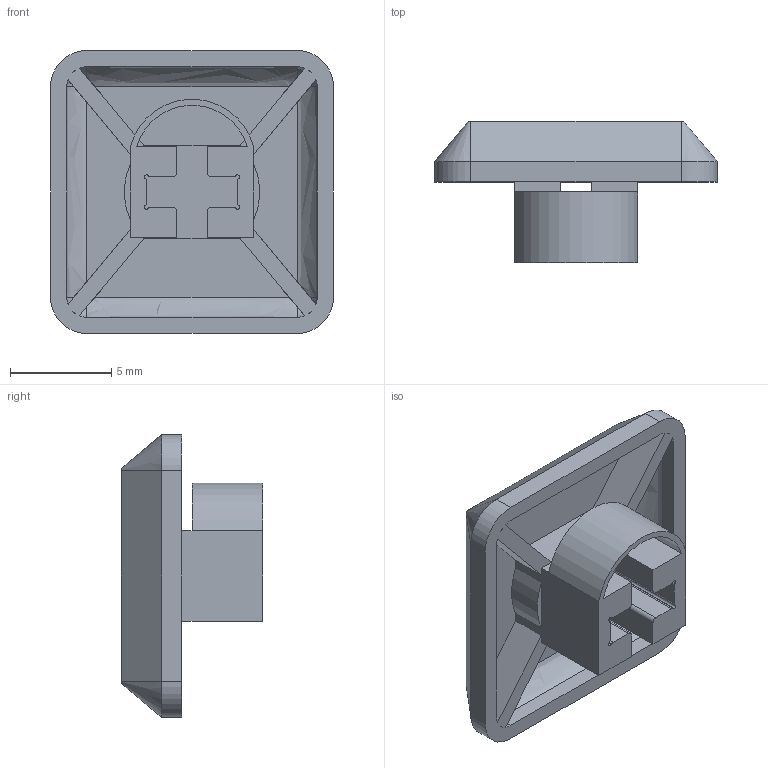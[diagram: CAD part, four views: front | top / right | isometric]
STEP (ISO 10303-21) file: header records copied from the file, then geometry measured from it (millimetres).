
FILE_DESCRIPTION (( 'STEP AP214' ), '1' );
FILE_NAME ('keycap base square 02 a.STEP', '2024-05-18T13:26:54', ( '' ), ( '' ), 'SwSTEP 2.0', 'SolidWorks 2020', '' );
FILE_SCHEMA (( 'AUTOMOTIVE_DESIGN' ));
Length unit declared in the file: millimetre
Products named in the file (1): keycap base square 02 a
Bounding box: 14 x 7 x 14 mm (x, y, z)
Volume: 388.7 mm3; surface area: 831.6 mm2
Topology: 1 solids, 1 shells, 118 faces, 312 edges, 202 vertices
Faces by surface type: plane 64, cylinder 38, bspline 12, cone 4
Entity records: 4000 total; most frequent: CARTESIAN_POINT 1107, ORIENTED_EDGE 624, DIRECTION 558, EDGE_CURVE 312, VERTEX_POINT 202, VECTOR 200, LINE 200, AXIS2_PLACEMENT_3D 179
